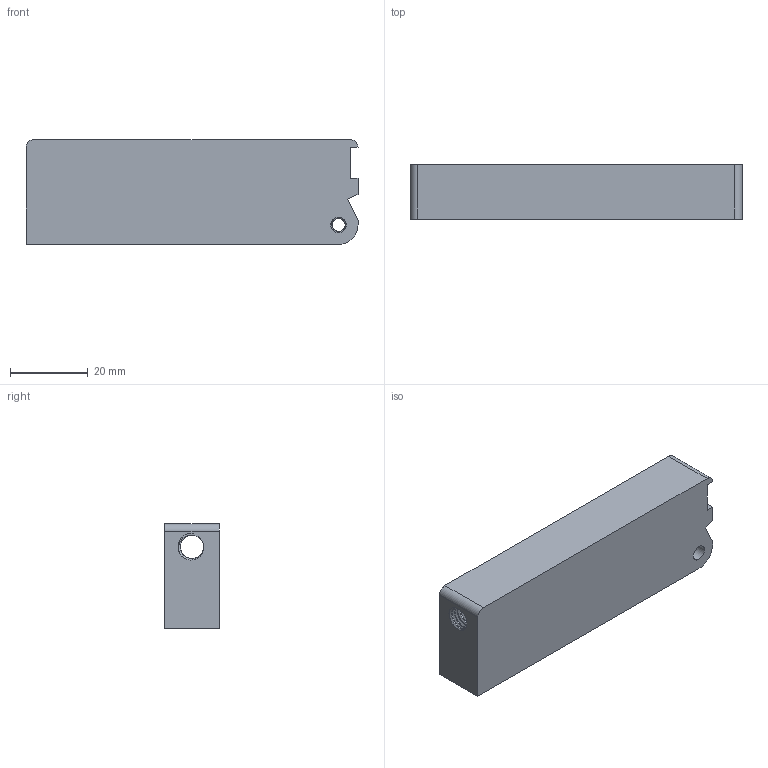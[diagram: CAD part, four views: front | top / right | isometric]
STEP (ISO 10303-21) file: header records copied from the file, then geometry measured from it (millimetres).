
FILE_DESCRIPTION(('STEP AP214'),'1');
FILE_NAME('prototype master.step','2019-08-27T14:15:14',(' '),(' '),'Spatial InterOp 3D',' ',' ');
FILE_SCHEMA(('automotive_design'));
Length unit declared in the file: metre
Products named in the file (1): @218
Bounding box: 85.6 x 14 x 27 mm (x, y, z)
Volume: 23419 mm3; surface area: 11782.8 mm2
Topology: 1 solids, 1 shells, 89 faces, 236 edges, 152 vertices
Faces by surface type: cylinder 51, plane 34, bspline 4
Full cylindrical faces by diameter (mm): 3.332 x7, 4 x1, 4.11 x7, 5 x1, 6.035 x5, 7.147 x5, 7.5 x1
Entity records: 6533 total; most frequent: CARTESIAN_POINT 3679, ORIENTED_EDGE 472, DIRECTION 390, EDGE_CURVE 236, VERTEX_POINT 152, AXIS2_PLACEMENT_3D 132, LINE 126, VECTOR 126
